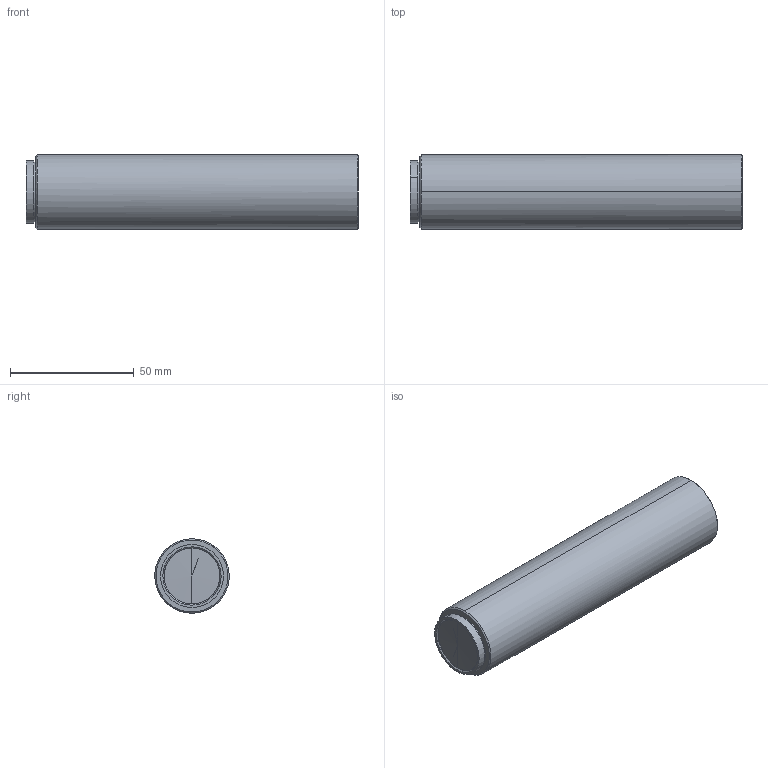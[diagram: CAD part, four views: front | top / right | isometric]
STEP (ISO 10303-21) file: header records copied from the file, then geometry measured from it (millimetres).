
FILE_DESCRIPTION (( 'STEP AP203' ), '1' );
FILE_NAME ('WH025-415A-430.STEP', '2020-11-16T06:30:14', ( '' ), ( '' ), 'SwSTEP 2.0', 'SolidWorks 2017', '' );
FILE_SCHEMA (( 'CONFIG_CONTROL_DESIGN' ));
Length unit declared in the file: millimetre
Products named in the file (1): WH025-415A-430
Bounding box: 133.88 x 30 x 30 mm (x, y, z)
Volume: 93358.5 mm3; surface area: 14074.8 mm2
Topology: 1 solids, 1 shells, 24 faces, 54 edges, 32 vertices
Faces by surface type: cone 10, cylinder 10, plane 4
Entity records: 729 total; most frequent: DIRECTION 130, CARTESIAN_POINT 107, ORIENTED_EDGE 100, AXIS2_PLACEMENT_3D 55, EDGE_CURVE 50, VERTEX_POINT 32, CIRCLE 30, EDGE_LOOP 28
